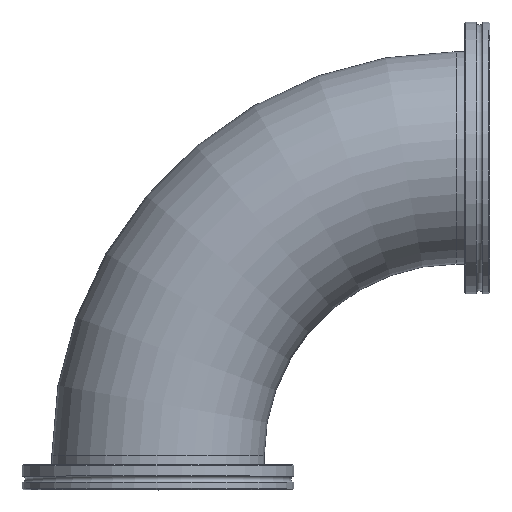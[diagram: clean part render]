
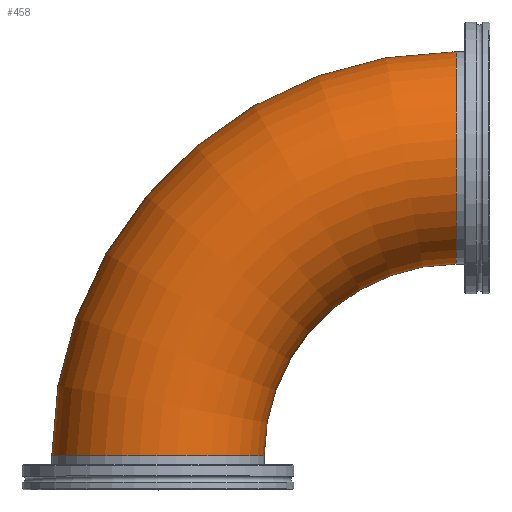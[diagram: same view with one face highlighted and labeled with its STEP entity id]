
A CAD part, top view. The second image highlights one B-rep face of the part: STEP entity #458.
In plain terms, the highlighted toroidal (fillet/blend) face has major radius 142.5 mm and minor radius 50.8 mm.
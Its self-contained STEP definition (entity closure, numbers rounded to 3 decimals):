
#50=TOROIDAL_SURFACE('',#559,142.5,50.8);
#60=FACE_OUTER_BOUND('',#88,.T.);
#88=EDGE_LOOP('',(#332,#333,#334,#335,#336,#337));
#154=CIRCLE('',#557,50.8);
#155=CIRCLE('',#558,50.8);
#156=CIRCLE('',#560,91.7);
#157=CIRCLE('',#561,50.8);
#158=CIRCLE('',#562,50.8);
#206=VERTEX_POINT('',#840);
#207=VERTEX_POINT('',#842);
#208=VERTEX_POINT('',#846);
#209=VERTEX_POINT('',#848);
#256=EDGE_CURVE('',#206,#207,#154,.T.);
#257=EDGE_CURVE('',#207,#206,#155,.T.);
#258=EDGE_CURVE('',#207,#208,#156,.T.);
#259=EDGE_CURVE('',#208,#209,#157,.T.);
#260=EDGE_CURVE('',#209,#208,#158,.T.);
#332=ORIENTED_EDGE('',*,*,#256,.F.);
#333=ORIENTED_EDGE('',*,*,#257,.F.);
#334=ORIENTED_EDGE('',*,*,#258,.T.);
#335=ORIENTED_EDGE('',*,*,#259,.T.);
#336=ORIENTED_EDGE('',*,*,#260,.T.);
#337=ORIENTED_EDGE('',*,*,#258,.F.);
#458=ADVANCED_FACE('',(#60),#50,.T.);
#557=AXIS2_PLACEMENT_3D('',#843,#661,#662);
#558=AXIS2_PLACEMENT_3D('',#844,#663,#664);
#559=AXIS2_PLACEMENT_3D('',#845,#665,#666);
#560=AXIS2_PLACEMENT_3D('',#847,#667,#668);
#561=AXIS2_PLACEMENT_3D('',#849,#669,#670);
#562=AXIS2_PLACEMENT_3D('',#850,#671,#672);
#661=DIRECTION('center_axis',(1.,0.,0.));
#662=DIRECTION('ref_axis',(0.,-1.,0.));
#663=DIRECTION('center_axis',(1.,0.,0.));
#664=DIRECTION('ref_axis',(0.,-1.,0.));
#665=DIRECTION('center_axis',(0.,0.,-1.));
#666=DIRECTION('ref_axis',(-1.,0.,0.));
#667=DIRECTION('center_axis',(0.,0.,1.));
#668=DIRECTION('ref_axis',(-1.,0.,0.));
#669=DIRECTION('center_axis',(0.,1.,0.));
#670=DIRECTION('ref_axis',(1.,0.,0.));
#671=DIRECTION('center_axis',(0.,1.,0.));
#672=DIRECTION('ref_axis',(1.,0.,0.));
#840=CARTESIAN_POINT('',(-15.6,208.9,0.));
#842=CARTESIAN_POINT('',(-15.6,107.3,0.));
#843=CARTESIAN_POINT('Origin',(-15.6,158.1,0.));
#844=CARTESIAN_POINT('Origin',(-15.6,158.1,0.));
#845=CARTESIAN_POINT('Origin',(-15.6,15.6,0.));
#846=CARTESIAN_POINT('',(-107.3,15.6,0.));
#847=CARTESIAN_POINT('Origin',(-15.6,15.6,0.));
#848=CARTESIAN_POINT('',(-208.9,15.6,0.));
#849=CARTESIAN_POINT('Origin',(-158.1,15.6,0.));
#850=CARTESIAN_POINT('Origin',(-158.1,15.6,0.));
